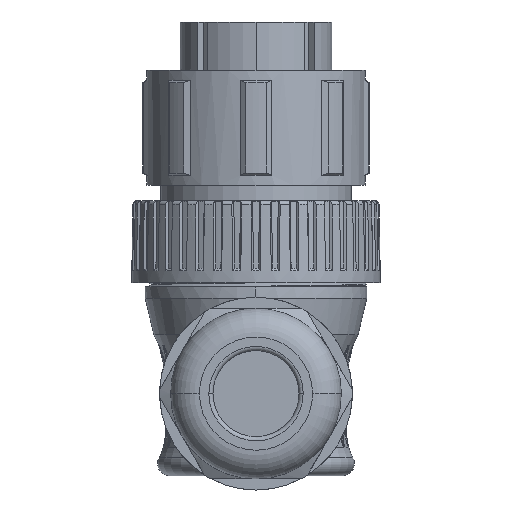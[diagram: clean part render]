
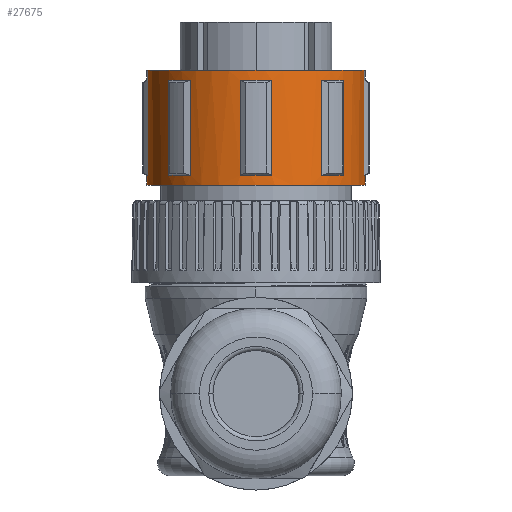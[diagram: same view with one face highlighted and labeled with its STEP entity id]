
A CAD part, front view. The second image highlights one B-rep face of the part: STEP entity #27675.
In plain terms, the highlighted cylindrical face has radius 13.3 mm (diameter 26.6 mm), a partial arc.
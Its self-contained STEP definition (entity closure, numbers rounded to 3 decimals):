
#11170=CARTESIAN_POINT('',(0.,0.,-19.9));
#11171=DIRECTION('',(0.,0.,1.));
#11172=DIRECTION('',(-1.,0.,0.));
#11173=AXIS2_PLACEMENT_3D('',#11170,#11171,#11172);
#11200=CARTESIAN_POINT('',(0.,0.,-5.9));
#11201=DIRECTION('',(0.,0.,-1.));
#11202=DIRECTION('',(0.99,-0.144,0.));
#11203=AXIS2_PLACEMENT_3D('',#11200,#11201,#11202);
#11215=DIRECTION('',(0.,0.,-1.));
#11216=VECTOR('',#11215,1.2);
#11217=CARTESIAN_POINT('',(13.162,-1.911,-5.9));
#11218=LINE('',#11217,#11216);
#11219=DIRECTION('',(0.,0.,-1.));
#11220=VECTOR('',#11219,1.2);
#11221=CARTESIAN_POINT('',(13.3,0.,-18.7));
#11222=LINE('',#11221,#11220);
#11223=DIRECTION('',(0.,0.,1.));
#11224=VECTOR('',#11223,1.2);
#11225=CARTESIAN_POINT('',(-13.3,0.,-19.9));
#11226=LINE('',#11225,#11224);
#11227=DIRECTION('',(0.,0.,1.));
#11228=VECTOR('',#11227,1.2);
#11229=CARTESIAN_POINT('',(-13.162,-1.911,-7.1));
#11230=LINE('',#11229,#11228);
#11231=DIRECTION('',(0.,0.,1.));
#11232=VECTOR('',#11231,11.6);
#11233=CARTESIAN_POINT('',(13.162,-1.911,-18.7));
#11234=LINE('',#11233,#11232);
#11286=CARTESIAN_POINT('',(0.,0.,-18.7));
#11287=DIRECTION('',(0.,0.,-1.));
#11288=DIRECTION('',(1.,0.,0.));
#11289=AXIS2_PLACEMENT_3D('',#11286,#11287,#11288);
#11315=CARTESIAN_POINT('',(0.,0.,-18.7));
#11316=DIRECTION('',(0.,0.,-1.));
#11317=DIRECTION('',(-0.99,-0.144,0.));
#11318=AXIS2_PLACEMENT_3D('',#11315,#11316,#11317);
#11362=DIRECTION('',(0.,0.,-1.));
#11363=VECTOR('',#11362,11.6);
#11364=CARTESIAN_POINT('',(-13.162,-1.911,-7.1));
#11365=LINE('',#11364,#11363);
#11399=DIRECTION('',(0.,0.,-1.));
#11400=VECTOR('',#11399,11.6);
#11401=CARTESIAN_POINT('',(10.658,-7.955,
-7.1));
#11402=LINE('',#11401,#11400);
#11403=CARTESIAN_POINT('',(0.,0.,-7.1));
#11404=DIRECTION('',(0.,0.,1.));
#11405=DIRECTION('',(0.598,-0.801,0.));
#11406=AXIS2_PLACEMENT_3D('',#11403,#11404,#11405);
#11422=DIRECTION('',(0.,0.,1.));
#11423=VECTOR('',#11422,11.6);
#11424=CARTESIAN_POINT('',(7.955,-10.658,
-18.7));
#11425=LINE('',#11424,#11423);
#11458=CARTESIAN_POINT('',(0.,0.,-18.7));
#11459=DIRECTION('',(0.,0.,-1.));
#11460=DIRECTION('',(0.801,-0.598,0.));
#11461=AXIS2_PLACEMENT_3D('',#11458,#11459,#11460);
#11463=DIRECTION('',(0.,0.,-1.));
#11464=VECTOR('',#11463,11.6);
#11465=CARTESIAN_POINT('',(1.911,-13.162,
-7.1));
#11466=LINE('',#11465,#11464);
#11467=CARTESIAN_POINT('',(0.,0.,-7.1));
#11468=DIRECTION('',(0.,0.,1.));
#11469=DIRECTION('',(-0.144,-0.99,0.));
#11470=AXIS2_PLACEMENT_3D('',#11467,#11468,#11469);
#11486=DIRECTION('',(0.,0.,1.));
#11487=VECTOR('',#11486,11.6);
#11488=CARTESIAN_POINT('',(-1.911,-13.162,
-18.7));
#11489=LINE('',#11488,#11487);
#11522=CARTESIAN_POINT('',(0.,0.,-18.7));
#11523=DIRECTION('',(0.,0.,-1.));
#11524=DIRECTION('',(0.144,-0.99,0.));
#11525=AXIS2_PLACEMENT_3D('',#11522,#11523,#11524);
#11527=DIRECTION('',(0.,0.,-1.));
#11528=VECTOR('',#11527,11.6);
#11529=CARTESIAN_POINT('',(-7.955,-10.658,
-7.1));
#11530=LINE('',#11529,#11528);
#11531=CARTESIAN_POINT('',(0.,0.,-7.1));
#11532=DIRECTION('',(0.,0.,1.));
#11533=DIRECTION('',(-0.801,-0.598,0.));
#11534=AXIS2_PLACEMENT_3D('',#11531,#11532,#11533);
#11550=DIRECTION('',(0.,0.,1.));
#11551=VECTOR('',#11550,11.6);
#11552=CARTESIAN_POINT('',(-10.658,-7.955,
-18.7));
#11553=LINE('',#11552,#11551);
#11586=CARTESIAN_POINT('',(0.,0.,-18.7));
#11587=DIRECTION('',(0.,0.,-1.));
#11588=DIRECTION('',(-0.598,-0.801,0.));
#11589=AXIS2_PLACEMENT_3D('',#11586,#11587,#11588);
#14727=CARTESIAN_POINT('',(13.3,0.,-19.9));
#14728=CARTESIAN_POINT('',(-13.3,0.,-19.9));
#14729=VERTEX_POINT('',#14727);
#14730=VERTEX_POINT('',#14728);
#14739=CARTESIAN_POINT('',(13.3,0.,-18.7));
#14740=VERTEX_POINT('',#14739);
#14745=CARTESIAN_POINT('',(13.162,-1.911,-5.9));
#14746=CARTESIAN_POINT('',(13.162,-1.911,
-7.1));
#14747=VERTEX_POINT('',#14745);
#14748=VERTEX_POINT('',#14746);
#14773=CARTESIAN_POINT('',(-13.162,-1.911,-5.9));
#14775=VERTEX_POINT('',#14773);
#14783=CARTESIAN_POINT('',(13.162,-1.911,-18.7));
#14784=VERTEX_POINT('',#14783);
#14785=CARTESIAN_POINT('',(-13.3,0.,-18.7));
#14786=VERTEX_POINT('',#14785);
#14787=CARTESIAN_POINT('',(-13.162,-1.911,-7.1));
#14788=CARTESIAN_POINT('',(-13.162,-1.911,
-18.7));
#14789=VERTEX_POINT('',#14787);
#14790=VERTEX_POINT('',#14788);
#14791=CARTESIAN_POINT('',(10.658,-7.955,
-7.1));
#14792=CARTESIAN_POINT('',(10.658,-7.955,
-18.7));
#14793=VERTEX_POINT('',#14791);
#14794=VERTEX_POINT('',#14792);
#14795=CARTESIAN_POINT('',(7.955,-10.658,
-18.7));
#14796=CARTESIAN_POINT('',(7.955,-10.658,-7.1));
#14797=VERTEX_POINT('',#14795);
#14798=VERTEX_POINT('',#14796);
#14799=CARTESIAN_POINT('',(1.911,-13.162,
-7.1));
#14800=CARTESIAN_POINT('',(1.911,-13.162,
-18.7));
#14801=VERTEX_POINT('',#14799);
#14802=VERTEX_POINT('',#14800);
#14803=CARTESIAN_POINT('',(-1.911,-13.162,
-18.7));
#14804=CARTESIAN_POINT('',(-1.911,-13.162,
-7.1));
#14805=VERTEX_POINT('',#14803);
#14806=VERTEX_POINT('',#14804);
#14807=CARTESIAN_POINT('',(-7.955,-10.658,
-7.1));
#14808=CARTESIAN_POINT('',(-7.955,-10.658,
-18.7));
#14809=VERTEX_POINT('',#14807);
#14810=VERTEX_POINT('',#14808);
#14811=CARTESIAN_POINT('',(-10.658,-7.955,
-18.7));
#14812=CARTESIAN_POINT('',(-10.658,-7.955,-7.1));
#14813=VERTEX_POINT('',#14811);
#14814=VERTEX_POINT('',#14812);
#27624=CARTESIAN_POINT('',(0.,0.,-5.62));
#27625=DIRECTION('',(0.,0.,-1.));
#27626=DIRECTION('',(1.,0.,0.));
#27627=AXIS2_PLACEMENT_3D('',#27624,#27625,#27626);
#27628=CYLINDRICAL_SURFACE('',#27627,13.3);
#27629=ORIENTED_EDGE('',*,*,#27613,.F.);
#27630=ORIENTED_EDGE('',*,*,#27570,.T.);
#27632=ORIENTED_EDGE('',*,*,#27631,.F.);
#27634=ORIENTED_EDGE('',*,*,#27633,.F.);
#27635=ORIENTED_EDGE('',*,*,#27560,.T.);
#27636=ORIENTED_EDGE('',*,*,#27527,.F.);
#27637=ORIENTED_EDGE('',*,*,#27557,.T.);
#27639=ORIENTED_EDGE('',*,*,#27638,.F.);
#27641=ORIENTED_EDGE('',*,*,#27640,.F.);
#27642=ORIENTED_EDGE('',*,*,#27547,.T.);
#27643=EDGE_LOOP('',(#27629,#27630,#27632,#27634,#27635,#27636,#27637,#27639,
#27641,#27642));
#27644=FACE_OUTER_BOUND('',#27643,.F.);
#27646=ORIENTED_EDGE('',*,*,#27645,.F.);
#27648=ORIENTED_EDGE('',*,*,#27647,.F.);
#27650=ORIENTED_EDGE('',*,*,#27649,.F.);
#27652=ORIENTED_EDGE('',*,*,#27651,.F.);
#27653=EDGE_LOOP('',(#27646,#27648,#27650,#27652));
#27654=FACE_BOUND('',#27653,.F.);
#27656=ORIENTED_EDGE('',*,*,#27655,.F.);
#27658=ORIENTED_EDGE('',*,*,#27657,.F.);
#27660=ORIENTED_EDGE('',*,*,#27659,.F.);
#27662=ORIENTED_EDGE('',*,*,#27661,.F.);
#27663=EDGE_LOOP('',(#27656,#27658,#27660,#27662));
#27664=FACE_BOUND('',#27663,.F.);
#27666=ORIENTED_EDGE('',*,*,#27665,.F.);
#27668=ORIENTED_EDGE('',*,*,#27667,.F.);
#27670=ORIENTED_EDGE('',*,*,#27669,.F.);
#27672=ORIENTED_EDGE('',*,*,#27671,.F.);
#27673=EDGE_LOOP('',(#27666,#27668,#27670,#27672));
#27674=FACE_BOUND('',#27673,.F.);
#11174=CIRCLE('',#11173,13.3);
#11204=CIRCLE('',#11203,13.3);
#11290=CIRCLE('',#11289,13.3);
#11319=CIRCLE('',#11318,13.3);
#11407=CIRCLE('',#11406,13.3);
#11462=CIRCLE('',#11461,13.3);
#11471=CIRCLE('',#11470,13.3);
#11526=CIRCLE('',#11525,13.3);
#11535=CIRCLE('',#11534,13.3);
#11590=CIRCLE('',#11589,13.3);
#27527=EDGE_CURVE('',#14730,#14729,#11174,.T.);
#27547=EDGE_CURVE('',#14789,#14775,#11230,.T.);
#27557=EDGE_CURVE('',#14730,#14786,#11226,.T.);
#27560=EDGE_CURVE('',#14740,#14729,#11222,.T.);
#27570=EDGE_CURVE('',#14747,#14748,#11218,.T.);
#27613=EDGE_CURVE('',#14747,#14775,#11204,.T.);
#27631=EDGE_CURVE('',#14784,#14748,#11234,.T.);
#27633=EDGE_CURVE('',#14740,#14784,#11290,.T.);
#27638=EDGE_CURVE('',#14790,#14786,#11319,.T.);
#27640=EDGE_CURVE('',#14789,#14790,#11365,.T.);
#27645=EDGE_CURVE('',#14793,#14794,#11402,.T.);
#27647=EDGE_CURVE('',#14798,#14793,#11407,.T.);
#27649=EDGE_CURVE('',#14797,#14798,#11425,.T.);
#27651=EDGE_CURVE('',#14794,#14797,#11462,.T.);
#27655=EDGE_CURVE('',#14801,#14802,#11466,.T.);
#27657=EDGE_CURVE('',#14806,#14801,#11471,.T.);
#27659=EDGE_CURVE('',#14805,#14806,#11489,.T.);
#27661=EDGE_CURVE('',#14802,#14805,#11526,.T.);
#27665=EDGE_CURVE('',#14809,#14810,#11530,.T.);
#27667=EDGE_CURVE('',#14814,#14809,#11535,.T.);
#27669=EDGE_CURVE('',#14813,#14814,#11553,.T.);
#27671=EDGE_CURVE('',#14810,#14813,#11590,.T.);
#27675=ADVANCED_FACE('',(#27644,#27654,#27664,#27674),#27628,.T.);
